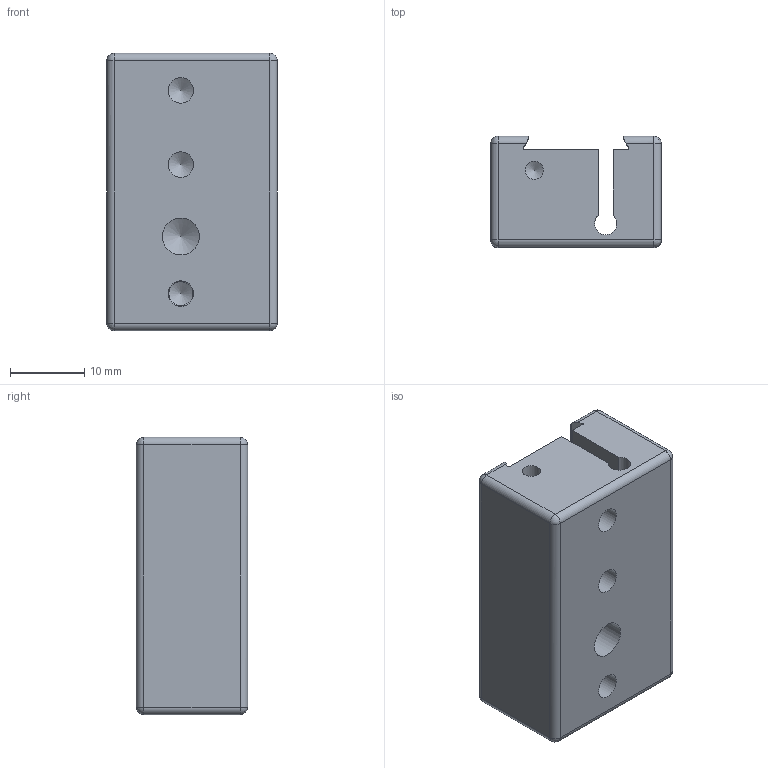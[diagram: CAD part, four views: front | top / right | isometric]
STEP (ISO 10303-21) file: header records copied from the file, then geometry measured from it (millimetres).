
FILE_DESCRIPTION(/* description */ (''),/* implementation_level */ '2;1');
FILE_NAME(/* name */ 'SBAM-C6-CP_3D-CAD.stp',/* time_stamp */ '2021-10-08T07:32:47-04:00',/* author */ ('us0alz'),/* organization */ (''),/* preprocessor_version */ 'ST-DEVELOPER v16.5',/* originating_system */ 'Autodesk Inventor 2017',/* authorisation */ '');
FILE_SCHEMA (('AUTOMOTIVE_DESIGN { 1 0 10303 214 3 1 1 }'));
Length unit declared in the file: millimetre
Products named in the file (1): SBAM-C6-CP_3D-CAD
Bounding box: 23 x 15 x 37.4 mm (x, y, z)
Volume: 10177.5 mm3; surface area: 5155.4 mm2
Topology: 1 solids, 1 shells, 59 faces, 142 edges, 84 vertices
Faces by surface type: cylinder 27, plane 16, cone 8, sphere 8
Full cylindrical faces by diameter (mm): 2.459 x2, 3.242 x1, 3.422 x4, 4.5 x1, 4.978 x1, 8 x1
Entity records: 1531 total; most frequent: DIRECTION 288, CARTESIAN_POINT 242, ORIENTED_EDGE 220, AXIS2_PLACEMENT_3D 118, EDGE_CURVE 110, EDGE_LOOP 80, VERTEX_POINT 72, FACE_OUTER_BOUND 59
